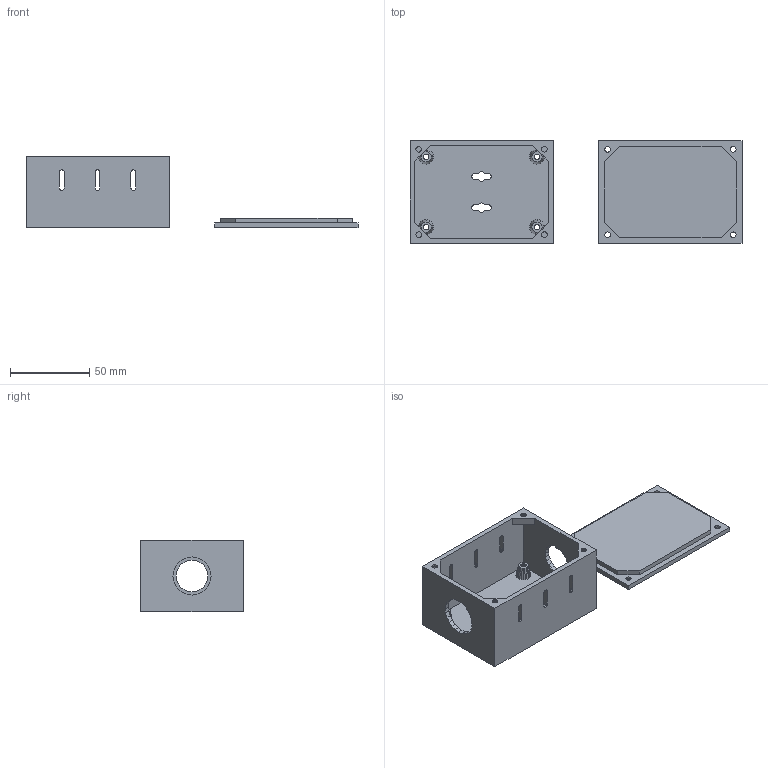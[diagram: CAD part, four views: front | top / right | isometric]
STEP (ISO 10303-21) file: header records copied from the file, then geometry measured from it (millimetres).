
FILE_DESCRIPTION(/* description */ (''),/* implementation_level */ '2;1');
FILE_NAME(/* name */ 'VERSIO~2',/* time_stamp */ '2019-01-30T10:48:11+11:00',/* author */ (''),/* organization */ (''),/* preprocessor_version */ 'ST-DEVELOPER v16.5',/* originating_system */ '',/* authorisation */ '');
FILE_SCHEMA (('AUTOMOTIVE_DESIGN'));
Length unit declared in the file: millimetre
Products named in the file (1): Document
Bounding box: 209.22 x 64.8 x 45 mm (x, y, z)
Surface area: 51575.7 mm2 (no closed solid volume)
Topology: 0 solids, 818 shells, 818 faces, 4819 edges, 4823 vertices
Faces by surface type: plane 818
Entity records: 42040 total; most frequent: CARTESIAN_POINT 15274, B_SPLINE_CURVE_WITH_KNOTS 4819, ORIENTED_EDGE 4815, EDGE_CURVE 4815, VERTEX_POINT 4815, EDGE_LOOP 872, DIRECTION 824, PRESENTATION_LAYER_ASSIGNMENT 822
